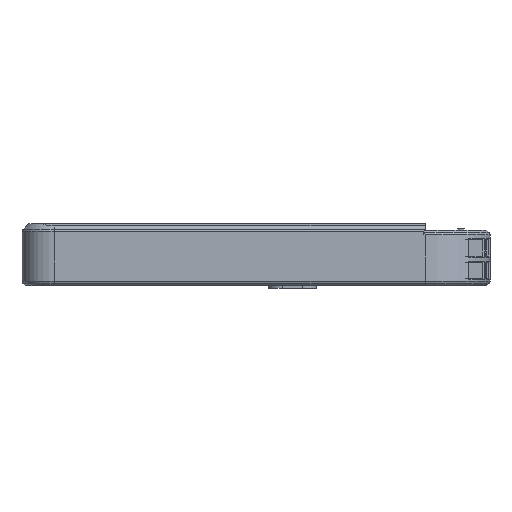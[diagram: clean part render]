
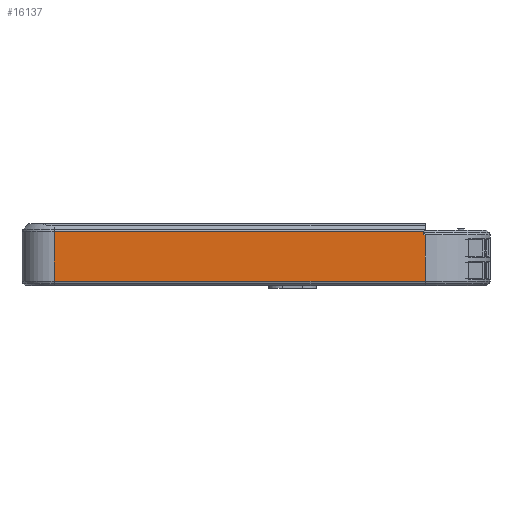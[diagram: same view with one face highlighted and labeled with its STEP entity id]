
A CAD part, left-side view. The second image highlights one B-rep face of the part: STEP entity #16137.
In plain terms, the highlighted planar face has unit normal (-1, 0, 0).
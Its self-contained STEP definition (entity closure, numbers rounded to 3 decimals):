
#48=(
BOUNDED_CURVE()
B_SPLINE_CURVE(2,(#24977,#24978,#24979),.UNSPECIFIED.,.F.,.F.)
B_SPLINE_CURVE_WITH_KNOTS((3,3),(2.394,2.458),
 .UNSPECIFIED.)
CURVE()
GEOMETRIC_REPRESENTATION_ITEM()
RATIONAL_B_SPLINE_CURVE((1.173,1.173,1.173))
REPRESENTATION_ITEM('')
);
#984=FACE_OUTER_BOUND('',#1869,.T.);
#1869=EDGE_LOOP('',(#13053,#13054,#13055,#13056,#13057,#13058));
#3733=LINE('',#24882,#5802);
#3750=LINE('',#24939,#5819);
#3752=LINE('',#24945,#5821);
#3766=LINE('',#24988,#5835);
#3793=LINE('',#25096,#5862);
#5802=VECTOR('',#19969,10.);
#5819=VECTOR('',#20006,10.);
#5821=VECTOR('',#20012,10.);
#5835=VECTOR('',#20050,10.);
#5862=VECTOR('',#20133,10.);
#7493=VERTEX_POINT('',#24880);
#7494=VERTEX_POINT('',#24881);
#7511=VERTEX_POINT('',#24932);
#7514=VERTEX_POINT('',#24943);
#7522=VERTEX_POINT('',#24972);
#7525=VERTEX_POINT('',#24987);
#9489=EDGE_CURVE('',#7493,#7494,#3733,.T.);
#9514=EDGE_CURVE('',#7511,#7493,#3750,.T.);
#9517=EDGE_CURVE('',#7511,#7514,#3752,.T.);
#9533=EDGE_CURVE('',#7494,#7522,#48,.T.);
#9537=EDGE_CURVE('',#7522,#7525,#3766,.T.);
#9584=EDGE_CURVE('',#7525,#7514,#3793,.T.);
#13053=ORIENTED_EDGE('',*,*,#9514,.F.);
#13054=ORIENTED_EDGE('',*,*,#9517,.T.);
#13055=ORIENTED_EDGE('',*,*,#9584,.F.);
#13056=ORIENTED_EDGE('',*,*,#9537,.F.);
#13057=ORIENTED_EDGE('',*,*,#9533,.F.);
#13058=ORIENTED_EDGE('',*,*,#9489,.F.);
#15441=PLANE('',#17052);
#16137=ADVANCED_FACE('',(#984),#15441,.T.);
#17052=AXIS2_PLACEMENT_3D('',#25119,#20160,#20161);
#19969=DIRECTION('',(0.,0.,-1.));
#20006=DIRECTION('',(0.,-1.,0.));
#20012=DIRECTION('',(0.,0.,-1.));
#20050=DIRECTION('',(0.,0.,-1.));
#20133=DIRECTION('',(0.,1.,0.));
#20160=DIRECTION('center_axis',(-1.,0.,0.));
#20161=DIRECTION('ref_axis',(0.,-1.,0.));
#24880=CARTESIAN_POINT('',(-90.,-86.92,17.6));
#24881=CARTESIAN_POINT('',(-90.,-86.92,16.59));
#24882=CARTESIAN_POINT('',(-90.,-86.92,9.));
#24932=CARTESIAN_POINT('',(-90.,27.32,17.6));
#24939=CARTESIAN_POINT('',(-90.,19.24,17.6));
#24943=CARTESIAN_POINT('',(-90.,27.32,2.15));
#24945=CARTESIAN_POINT('',(-90.,27.32,0.));
#24972=CARTESIAN_POINT('',(-90.,-87.32,16.6));
#24977=CARTESIAN_POINT('Ctrl Pts',(-90.,-86.92,16.59));
#24978=CARTESIAN_POINT('Ctrl Pts',(-90.,-87.12,16.6));
#24979=CARTESIAN_POINT('Ctrl Pts',(-90.,-87.32,16.6));
#24987=CARTESIAN_POINT('',(-90.,-87.32,2.15));
#24988=CARTESIAN_POINT('',(-90.,-87.32,4.5));
#25096=CARTESIAN_POINT('',(-90.,27.99,2.15));
#25119=CARTESIAN_POINT('Origin',(-90.,37.32,0.));
